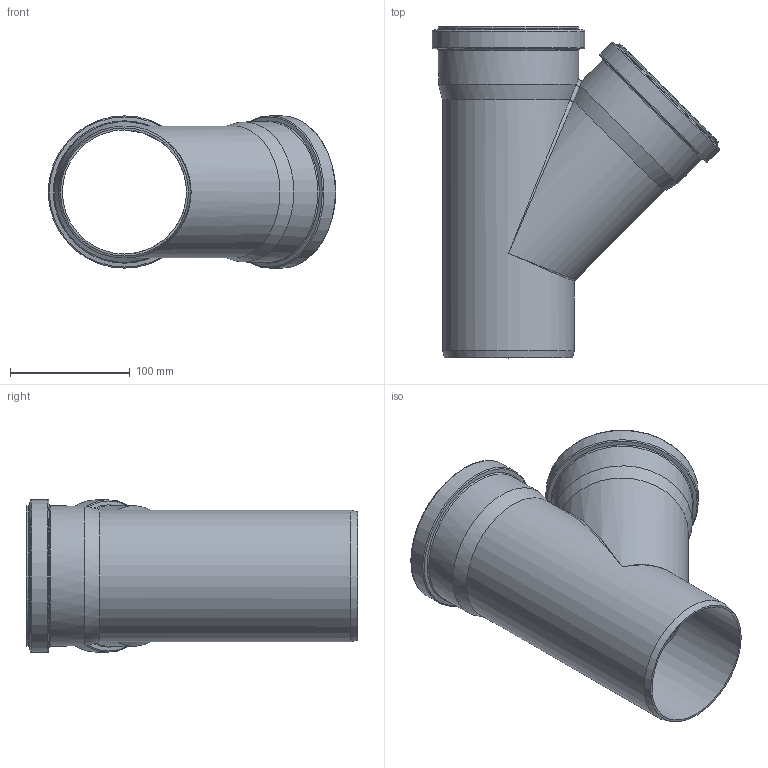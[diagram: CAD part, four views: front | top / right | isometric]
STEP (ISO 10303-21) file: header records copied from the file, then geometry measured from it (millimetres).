
FILE_DESCRIPTION(/* description */ (''),/* implementation_level */ '2;1');
FILE_NAME(/* name */ '220300 KGEA Abzweig DN_OD 110_110_45°.stp',/* time_stamp */ '2017-04-18T09:03:43+02:00',/* author */ ('user1'),/* organization */ (''),/* preprocessor_version */ 'ST-DEVELOPER v16.1',/* originating_system */ 'Autodesk Inventor 2016',/* authorisation */ '');
FILE_SCHEMA (('AUTOMOTIVE_DESIGN { 1 0 10303 214 3 1 1 }'));
Length unit declared in the file: millimetre
Products named in the file (1): 220300 KGEA Abzweig DN_OD 110_110_45°
Bounding box: 239.99 x 277 x 127.2 mm (x, y, z)
Volume: 437594 mm3; surface area: 269077 mm2
Topology: 1 solids, 1 shells, 62 faces, 139 edges, 76 vertices
Faces by surface type: torus 20, cylinder 18, cone 13, bspline 6, plane 5
Full cylindrical faces by diameter (mm): 103.6 x2, 110.2 x1, 110.7 x2, 111 x4, 117.1 x2, 117.4 x2, 120.8 x2, 127.2 x2
Entity records: 1750 total; most frequent: CARTESIAN_POINT 605, DIRECTION 244, ORIENTED_EDGE 162, AXIS2_PLACEMENT_3D 122, EDGE_LOOP 116, EDGE_CURVE 81, VERTEX_POINT 71, FACE_OUTER_BOUND 62
